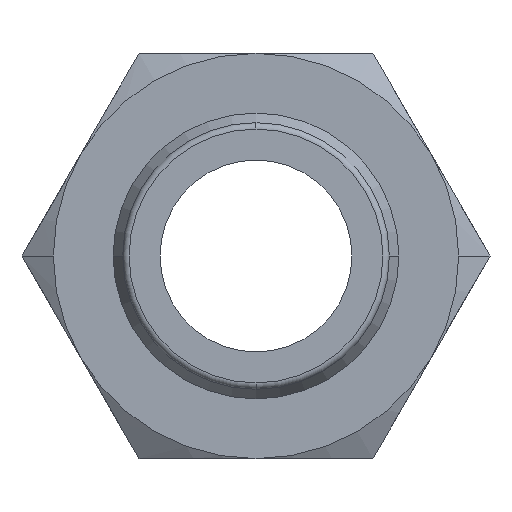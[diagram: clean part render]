
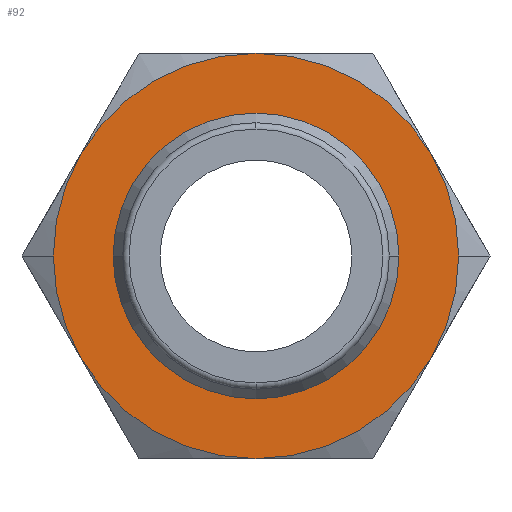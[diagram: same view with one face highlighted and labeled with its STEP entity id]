
A CAD part, front view. The second image highlights one B-rep face of the part: STEP entity #92.
In plain terms, the highlighted planar face has unit normal (0, -1, 0).
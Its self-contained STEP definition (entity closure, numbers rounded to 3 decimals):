
#92=ADVANCED_FACE('',(#205,#206),#207,.T.);
#205=FACE_OUTER_BOUND('',#336,.T.);
#206=FACE_BOUND('',#337,.T.);
#207=PLANE('',#338);
#336=EDGE_LOOP('',(#537,#538,#539,#540,#541,#542,#543,#544));
#337=EDGE_LOOP('',(#545,#546));
#338=AXIS2_PLACEMENT_3D('',#547,#548,#549);
#537=ORIENTED_EDGE('',*,*,#817,.T.);
#538=ORIENTED_EDGE('',*,*,#818,.T.);
#539=ORIENTED_EDGE('',*,*,#819,.T.);
#540=ORIENTED_EDGE('',*,*,#798,.T.);
#541=ORIENTED_EDGE('',*,*,#815,.T.);
#542=ORIENTED_EDGE('',*,*,#820,.T.);
#543=ORIENTED_EDGE('',*,*,#821,.T.);
#544=ORIENTED_EDGE('',*,*,#822,.T.);
#545=ORIENTED_EDGE('',*,*,#823,.F.);
#546=ORIENTED_EDGE('',*,*,#780,.F.);
#547=CARTESIAN_POINT('',(-4.75,14.0,0.0));
#548=DIRECTION('',(0.,-1.0,0.0));
#549=DIRECTION('',(-1.0,0.,0.0));
#780=EDGE_CURVE('',#928,#930,#931,.T.);
#798=EDGE_CURVE('',#958,#952,#959,.T.);
#815=EDGE_CURVE('',#952,#982,#984,.T.);
#817=EDGE_CURVE('',#971,#986,#987,.T.);
#818=EDGE_CURVE('',#986,#963,#988,.T.);
#819=EDGE_CURVE('',#963,#958,#989,.T.);
#820=EDGE_CURVE('',#982,#910,#990,.T.);
#821=EDGE_CURVE('',#910,#991,#992,.T.);
#822=EDGE_CURVE('',#991,#971,#993,.T.);
#823=EDGE_CURVE('',#930,#928,#994,.T.);
#910=VERTEX_POINT('',#1098);
#928=VERTEX_POINT('',#1142);
#930=VERTEX_POINT('',#1145);
#931=CIRCLE('',#1146,6.7);
#952=VERTEX_POINT('',#1168);
#958=VERTEX_POINT('',#1197);
#959=CIRCLE('',#1198,9.5);
#963=VERTEX_POINT('',#1213);
#971=VERTEX_POINT('',#1245);
#982=VERTEX_POINT('',#1281);
#984=CIRCLE('',#1284,9.5);
#986=VERTEX_POINT('',#1286);
#987=CIRCLE('',#1287,9.5);
#988=CIRCLE('',#1288,9.5);
#989=CIRCLE('',#1289,9.5);
#990=CIRCLE('',#1290,9.5);
#991=VERTEX_POINT('',#1291);
#992=CIRCLE('',#1292,9.5);
#993=CIRCLE('',#1293,9.5);
#994=CIRCLE('',#1294,6.7);
#1098=CARTESIAN_POINT('',(8.227,14.0,4.75));
#1142=CARTESIAN_POINT('',(6.7,14.0,0.));
#1145=CARTESIAN_POINT('',(-6.7,14.0,0.));
#1146=AXIS2_PLACEMENT_3D('',#1435,#1436,#1437);
#1168=CARTESIAN_POINT('',(8.227,14.0,-4.75));
#1197=CARTESIAN_POINT('',(0.,14.0,-9.5));
#1198=AXIS2_PLACEMENT_3D('',#1467,#1468,#1469);
#1213=CARTESIAN_POINT('',(-8.227,14.0,-4.75));
#1245=CARTESIAN_POINT('',(-8.227,14.0,4.75));
#1281=CARTESIAN_POINT('',(9.5,14.0,0.));
#1284=AXIS2_PLACEMENT_3D('',#1479,#1480,#1481);
#1286=CARTESIAN_POINT('',(-9.5,14.0,0.));
#1287=AXIS2_PLACEMENT_3D('',#1482,#1483,#1484);
#1288=AXIS2_PLACEMENT_3D('',#1485,#1486,#1487);
#1289=AXIS2_PLACEMENT_3D('',#1488,#1489,#1490);
#1290=AXIS2_PLACEMENT_3D('',#1491,#1492,#1493);
#1291=CARTESIAN_POINT('',(0.,14.0,9.5));
#1292=AXIS2_PLACEMENT_3D('',#1494,#1495,#1496);
#1293=AXIS2_PLACEMENT_3D('',#1497,#1498,#1499);
#1294=AXIS2_PLACEMENT_3D('',#1500,#1501,#1502);
#1435=CARTESIAN_POINT('',(0.0,14.0,0.0));
#1436=DIRECTION('',(0.,-1.0,0.0));
#1437=DIRECTION('',(1.0,0.,0.0));
#1467=CARTESIAN_POINT('',(0.,14.0,0.0));
#1468=DIRECTION('',(0.,-1.0,0.0));
#1469=DIRECTION('',(-1.0,0.,0.0));
#1479=CARTESIAN_POINT('',(0.,14.0,0.0));
#1480=DIRECTION('',(0.,-1.0,0.0));
#1481=DIRECTION('',(-1.0,0.,0.0));
#1482=CARTESIAN_POINT('',(0.,14.0,0.0));
#1483=DIRECTION('',(0.,-1.0,0.0));
#1484=DIRECTION('',(-1.0,0.,0.0));
#1485=CARTESIAN_POINT('',(0.,14.0,0.0));
#1486=DIRECTION('',(0.,-1.0,0.0));
#1487=DIRECTION('',(-1.0,0.,0.0));
#1488=CARTESIAN_POINT('',(0.,14.0,0.0));
#1489=DIRECTION('',(0.,-1.0,0.0));
#1490=DIRECTION('',(-1.0,0.,0.0));
#1491=CARTESIAN_POINT('',(0.,14.0,0.0));
#1492=DIRECTION('',(0.,-1.0,0.0));
#1493=DIRECTION('',(-1.0,0.,0.0));
#1494=CARTESIAN_POINT('',(0.,14.0,0.0));
#1495=DIRECTION('',(0.,-1.0,0.0));
#1496=DIRECTION('',(-1.0,0.,0.0));
#1497=CARTESIAN_POINT('',(0.,14.0,0.0));
#1498=DIRECTION('',(0.,-1.0,0.0));
#1499=DIRECTION('',(-1.0,0.,0.0));
#1500=CARTESIAN_POINT('',(0.0,14.0,0.0));
#1501=DIRECTION('',(0.,-1.0,0.0));
#1502=DIRECTION('',(1.0,0.,0.0));
